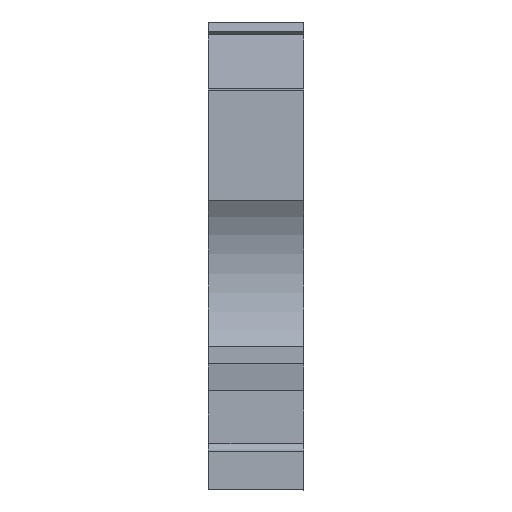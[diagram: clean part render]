
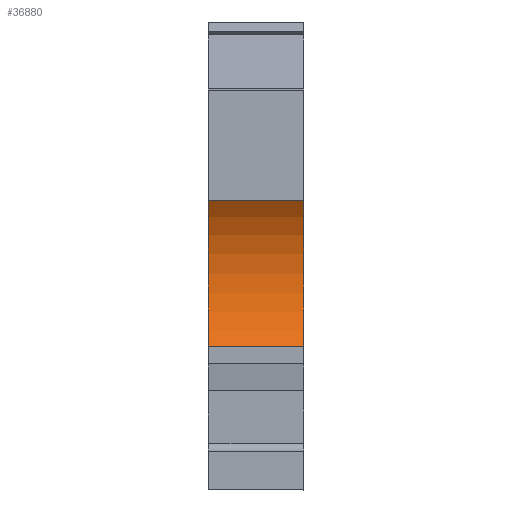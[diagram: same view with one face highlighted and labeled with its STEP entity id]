
A CAD part, front view. The second image highlights one B-rep face of the part: STEP entity #36880.
In plain terms, the highlighted cylindrical face has radius 13.2 mm (diameter 26.4 mm), a partial arc.
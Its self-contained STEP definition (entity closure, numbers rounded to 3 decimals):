
#5400=CARTESIAN_POINT('',(-30.496,-14.5,
43.52));
#5410=VERTEX_POINT('',#5400);
#5440=CARTESIAN_POINT('',(-41.182,-22.25,
43.52));
#5450=DIRECTION('',(0.,0.,1.));
#5460=DIRECTION('',(1.,0.,0.));
#5470=AXIS2_PLACEMENT_3D('',#5440,#5450,#5460);
#5480=CIRCLE('',#5470,13.2);
#5490=CARTESIAN_POINT('',(-30.496,-30.,
43.52));
#5500=VERTEX_POINT('',#5490);
#5510=EDGE_CURVE('',#5500,#5410,#5480,.T.);
#5960=CARTESIAN_POINT('',(-30.496,-30.,
53.67));
#5970=VERTEX_POINT('',#5960);
#6000=CARTESIAN_POINT('',(-41.182,-22.25,
53.67));
#6010=DIRECTION('',(0.,0.,1.));
#6020=DIRECTION('',(1.,0.,0.));
#6030=AXIS2_PLACEMENT_3D('',#6000,#6010,#6020);
#6040=CIRCLE('',#6030,13.2);
#6050=CARTESIAN_POINT('',(-30.496,-14.5,
53.67));
#6060=VERTEX_POINT('',#6050);
#6070=EDGE_CURVE('',#5970,#6060,#6040,.T.);
#36670=CARTESIAN_POINT('',(-41.182,-22.25,
53.67));
#36680=DIRECTION('',(0.,0.,1.));
#36690=DIRECTION('',(1.,0.,0.));
#36700=AXIS2_PLACEMENT_3D('',#36670,#36680,#36690);
#36710=CYLINDRICAL_SURFACE('',#36700,13.2);
#36720=CARTESIAN_POINT('',(-30.496,-30.,
53.67));
#36730=DIRECTION('',(0.,0.,1.));
#36740=VECTOR('',#36730,1.);
#36750=LINE('',#36720,#36740);
#36760=EDGE_CURVE('',#5500,#5970,#36750,.T.);
#36770=ORIENTED_EDGE('',*,*,#36760,.T.);
#36780=ORIENTED_EDGE('',*,*,#5510,.F.);
#36790=CARTESIAN_POINT('',(-30.496,-14.5,
53.67));
#36800=DIRECTION('',(0.,0.,1.));
#36810=VECTOR('',#36800,1.);
#36820=LINE('',#36790,#36810);
#36830=EDGE_CURVE('',#5410,#6060,#36820,.T.);
#36840=ORIENTED_EDGE('',*,*,#36830,.F.);
#36850=ORIENTED_EDGE('',*,*,#6070,.T.);
#36860=EDGE_LOOP('',(#36850,#36840,#36780,#36770));
#36870=FACE_OUTER_BOUND('',#36860,.T.);
#36880=ADVANCED_FACE('',(#36870),#36710,.F.);
